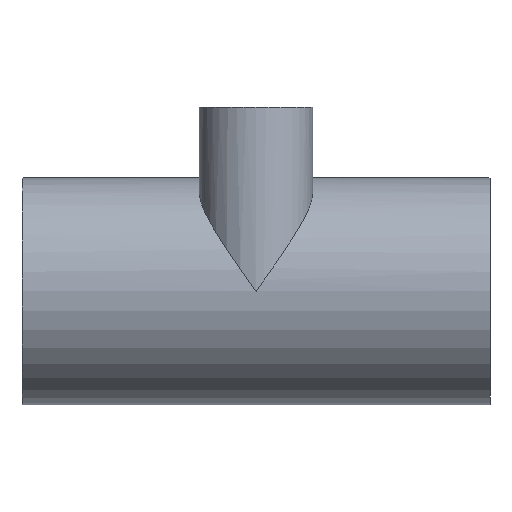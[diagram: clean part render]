
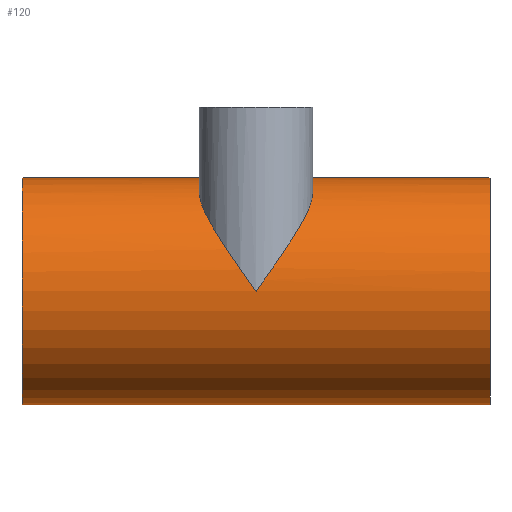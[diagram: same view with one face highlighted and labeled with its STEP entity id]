
A CAD part, front view. The second image highlights one B-rep face of the part: STEP entity #120.
In plain terms, the highlighted cylindrical face has radius 25.4 mm (diameter 50.8 mm), a full revolution.
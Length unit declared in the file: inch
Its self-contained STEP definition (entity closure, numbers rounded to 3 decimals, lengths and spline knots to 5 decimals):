
#17=FACE_BOUND('',#37,.T.);
#27=FACE_OUTER_BOUND('',#36,.T.);
#36=EDGE_LOOP('',(#102,#103,#104,#105));
#37=EDGE_LOOP('',(#106,#107));
#44=B_SPLINE_CURVE_WITH_KNOTS('',3,(#242,#243,#244,#245,#246,#247,#248,
#249,#250,#251,#252,#253,#254,#255,#256,#257,#258,#259,#260,#261,#262,#263,
#264,#265,#266,#267,#268,#269,#270,#271,#272,#273,#274,#275),
 .UNSPECIFIED.,.F.,.F.,(4,2,2,2,2,2,2,2,2,2,2,2,2,2,2,2,4),(0.,0.84492,
1.68983,2.26566,2.84148,3.09513,3.34877,
3.60242,3.85606,4.33527,4.81447,5.29368,
5.77288,6.02652,6.28017,6.53381,6.78746),
 .UNSPECIFIED.);
#45=B_SPLINE_CURVE_WITH_KNOTS('',3,(#276,#277,#278,#279,#280,#281,#282,
#283,#284,#285),.UNSPECIFIED.,.F.,.F.,(4,2,2,2,4),(6.78746,7.36328,
7.93911,8.78403,9.62894),.UNSPECIFIED.);
#49=LINE('',#300,#53);
#53=VECTOR('',#181,1.);
#58=CIRCLE('',#152,1.);
#59=CIRCLE('',#153,1.);
#63=VERTEX_POINT('',#240);
#64=VERTEX_POINT('',#241);
#68=VERTEX_POINT('',#297);
#69=VERTEX_POINT('',#299);
#74=EDGE_CURVE('',#63,#64,#44,.T.);
#75=EDGE_CURVE('',#64,#63,#45,.T.);
#81=EDGE_CURVE('',#68,#68,#58,.T.);
#82=EDGE_CURVE('',#68,#69,#49,.T.);
#83=EDGE_CURVE('',#69,#69,#59,.T.);
#102=ORIENTED_EDGE('',*,*,#81,.F.);
#103=ORIENTED_EDGE('',*,*,#82,.T.);
#104=ORIENTED_EDGE('',*,*,#83,.T.);
#105=ORIENTED_EDGE('',*,*,#82,.F.);
#106=ORIENTED_EDGE('',*,*,#74,.T.);
#107=ORIENTED_EDGE('',*,*,#75,.T.);
#115=CYLINDRICAL_SURFACE('',#151,1.);
#120=ADVANCED_FACE('',(#27,#17),#115,.T.);
#151=AXIS2_PLACEMENT_3D('',#296,#177,#178);
#152=AXIS2_PLACEMENT_3D('',#298,#179,#180);
#153=AXIS2_PLACEMENT_3D('',#301,#182,#183);
#177=DIRECTION('center_axis',(-1.,0.,0.));
#178=DIRECTION('ref_axis',(0.,-1.,0.));
#179=DIRECTION('center_axis',(-1.,0.,0.));
#180=DIRECTION('ref_axis',(0.,-1.,0.));
#181=DIRECTION('',(1.,0.,0.));
#182=DIRECTION('center_axis',(-1.,0.,0.));
#183=DIRECTION('ref_axis',(0.,-1.,0.));
#240=CARTESIAN_POINT('',(0.,-1.,0.));
#241=CARTESIAN_POINT('',(0.5,-0.5,0.86603));
#242=CARTESIAN_POINT('Ctrl Pts',(0.,-1.,0.));
#243=CARTESIAN_POINT('Ctrl Pts',(-0.06402,-1.,0.09053));
#244=CARTESIAN_POINT('Ctrl Pts',(-0.1338,-0.98707,0.18909));
#245=CARTESIAN_POINT('Ctrl Pts',(-0.26533,-0.92982,
0.38146));
#246=CARTESIAN_POINT('Ctrl Pts',(-0.32698,-0.88543,
0.47533));
#247=CARTESIAN_POINT('Ctrl Pts',(-0.40899,-0.792,0.61428));
#248=CARTESIAN_POINT('Ctrl Pts',(-0.44097,-0.74346,
0.6733));
#249=CARTESIAN_POINT('Ctrl Pts',(-0.48658,-0.63025,
0.78029));
#250=CARTESIAN_POINT('Ctrl Pts',(-0.5,-0.56544,0.82824));
#251=CARTESIAN_POINT('Ctrl Pts',(-0.5,-0.47117,0.88267));
#252=CARTESIAN_POINT('Ctrl Pts',(-0.49746,-0.44046,
0.89843));
#253=CARTESIAN_POINT('Ctrl Pts',(-0.48588,-0.3778,
0.92653));
#254=CARTESIAN_POINT('Ctrl Pts',(-0.47683,-0.34585,
0.93886));
#255=CARTESIAN_POINT('Ctrl Pts',(-0.45196,-0.28354,
0.95952));
#256=CARTESIAN_POINT('Ctrl Pts',(-0.43612,-0.25309,
0.96788));
#257=CARTESIAN_POINT('Ctrl Pts',(-0.39862,-0.19625,
0.98099));
#258=CARTESIAN_POINT('Ctrl Pts',(-0.37696,-0.16986,
0.98575));
#259=CARTESIAN_POINT('Ctrl Pts',(-0.30933,-0.10222,
0.99577));
#260=CARTESIAN_POINT('Ctrl Pts',(-0.25317,-0.0637,
0.9983));
#261=CARTESIAN_POINT('Ctrl Pts',(-0.12995,-0.0126,
1.00025));
#262=CARTESIAN_POINT('Ctrl Pts',(-0.06289,0.,1.));
#263=CARTESIAN_POINT('Ctrl Pts',(0.06289,0.,1.));
#264=CARTESIAN_POINT('Ctrl Pts',(0.12995,-0.0126,
1.00025));
#265=CARTESIAN_POINT('Ctrl Pts',(0.25317,-0.0637,
0.9983));
#266=CARTESIAN_POINT('Ctrl Pts',(0.30933,-0.10222,0.99577));
#267=CARTESIAN_POINT('Ctrl Pts',(0.37696,-0.16986,0.98575));
#268=CARTESIAN_POINT('Ctrl Pts',(0.39862,-0.19625,0.98099));
#269=CARTESIAN_POINT('Ctrl Pts',(0.43612,-0.25309,0.96788));
#270=CARTESIAN_POINT('Ctrl Pts',(0.45196,-0.28354,0.95952));
#271=CARTESIAN_POINT('Ctrl Pts',(0.47683,-0.34585,0.93886));
#272=CARTESIAN_POINT('Ctrl Pts',(0.48588,-0.3778,0.92653));
#273=CARTESIAN_POINT('Ctrl Pts',(0.49746,-0.44046,0.89843));
#274=CARTESIAN_POINT('Ctrl Pts',(0.5,-0.47117,0.88267));
#275=CARTESIAN_POINT('Ctrl Pts',(0.5,-0.5,0.86603));
#276=CARTESIAN_POINT('Ctrl Pts',(0.5,-0.5,0.86603));
#277=CARTESIAN_POINT('Ctrl Pts',(0.5,-0.56544,0.82824));
#278=CARTESIAN_POINT('Ctrl Pts',(0.48658,-0.63025,0.78029));
#279=CARTESIAN_POINT('Ctrl Pts',(0.44097,-0.74346,0.6733));
#280=CARTESIAN_POINT('Ctrl Pts',(0.40899,-0.792,0.61428));
#281=CARTESIAN_POINT('Ctrl Pts',(0.32698,-0.88543,0.47533));
#282=CARTESIAN_POINT('Ctrl Pts',(0.26533,-0.92982,0.38146));
#283=CARTESIAN_POINT('Ctrl Pts',(0.1338,-0.98707,0.18909));
#284=CARTESIAN_POINT('Ctrl Pts',(0.06402,-1.,0.09053));
#285=CARTESIAN_POINT('Ctrl Pts',(0.,-1.,0.));
#296=CARTESIAN_POINT('Origin',(2.0625,0.,0.));
#297=CARTESIAN_POINT('',(-2.0625,1.,0.));
#298=CARTESIAN_POINT('Origin',(-2.0625,0.,0.));
#299=CARTESIAN_POINT('',(2.0625,1.,0.));
#300=CARTESIAN_POINT('',(2.0625,1.,0.));
#301=CARTESIAN_POINT('Origin',(2.0625,0.,0.));
